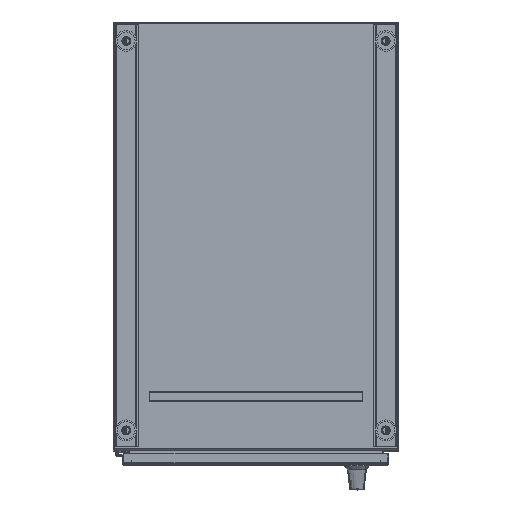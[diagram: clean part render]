
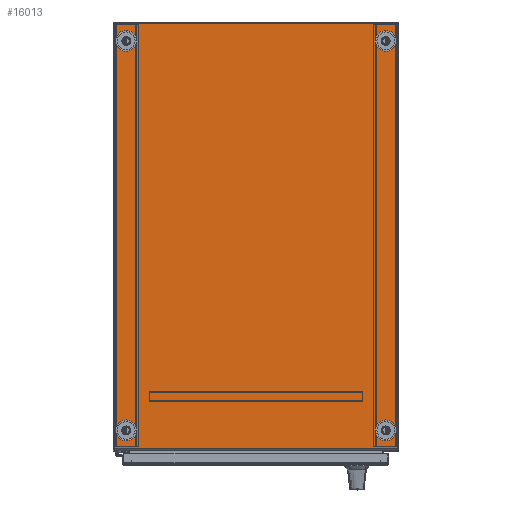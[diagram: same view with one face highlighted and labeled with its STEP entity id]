
A CAD part, top view. The second image highlights one B-rep face of the part: STEP entity #16013.
In plain terms, the highlighted planar face has unit normal (0, 0, 1).
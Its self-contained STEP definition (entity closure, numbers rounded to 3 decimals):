
#615 = ORIENTED_EDGE ( 'NONE', *, *, #57719, .T. ) ;
#853 = ORIENTED_EDGE ( 'NONE', *, *, #35844, .T. ) ;
#1206 = FACE_OUTER_BOUND ( 'NONE', #40316, .T. ) ;
#1545 = CARTESIAN_POINT ( 'NONE',  ( -0.935, 18., 72.06 ) ) ;
#2349 = DIRECTION ( 'NONE',  ( 0., -1., 0. ) ) ;
#2615 = ORIENTED_EDGE ( 'NONE', *, *, #41778, .T. ) ;
#2817 = CARTESIAN_POINT ( 'NONE',  ( -24.805, 18., 72.06 ) ) ;
#3542 = CIRCLE ( 'NONE', #12097, 0.375 ) ;
#3629 = CARTESIAN_POINT ( 'NONE',  ( -24.805, -17.857, 72.06 ) ) ;
#4640 = DIRECTION ( 'NONE',  ( 1., 0., 0. ) ) ;
#5086 = FACE_BOUND ( 'NONE', #38935, .T. ) ;
#5384 = VERTEX_POINT ( 'NONE', #6807 ) ;
#5691 = ORIENTED_EDGE ( 'NONE', *, *, #58137, .F. ) ;
#6807 = CARTESIAN_POINT ( 'NONE',  ( -2.31, 16.469, 72.06 ) ) ;
#6988 = DIRECTION ( 'NONE',  ( 1., 0., 0. ) ) ;
#7447 = DIRECTION ( 'NONE',  ( 0., 0., -1. ) ) ;
#9360 = CIRCLE ( 'NONE', #52255, 0.375 ) ;
#9694 = VERTEX_POINT ( 'NONE', #36391 ) ;
#10300 = VERTEX_POINT ( 'NONE', #42491 ) ;
#10784 = LINE ( 'NONE', #23327, #36186 ) ;
#11486 = DIRECTION ( 'NONE',  ( 0., 0., -1. ) ) ;
#11566 = DIRECTION ( 'NONE',  ( 0., 0., -1. ) ) ;
#12097 = AXIS2_PLACEMENT_3D ( 'NONE', #52446, #11566, #33675 ) ;
#13241 = EDGE_CURVE ( 'NONE', #34460, #27978, #48002, .T. ) ;
#14125 = EDGE_CURVE ( 'NONE', #15558, #37544, #53225, .T. ) ;
#14824 = CARTESIAN_POINT ( 'NONE',  ( -2.31, -16.343, 72.06 ) ) ;
#15558 = VERTEX_POINT ( 'NONE', #50496 ) ;
#15834 = DIRECTION ( 'NONE',  ( 0., 0., -1. ) ) ;
#16013 = ADVANCED_FACE ( 'NONE', ( #1206, #5086, #55201, #42374, #36720 ), #50720, .F. ) ;
#16263 = ORIENTED_EDGE ( 'NONE', *, *, #13241, .F. ) ;
#16270 = DIRECTION ( 'NONE',  ( 1., 0., 0. ) ) ;
#17190 = ORIENTED_EDGE ( 'NONE', *, *, #42208, .T. ) ;
#17516 = EDGE_LOOP ( 'NONE', ( #37784, #53320 ) ) ;
#18439 = VECTOR ( 'NONE', #25774, 39.37 ) ;
#18469 = CARTESIAN_POINT ( 'NONE',  ( -1.56, 16.469, 72.06 ) ) ;
#19106 = DIRECTION ( 'NONE',  ( -1., 0., 0. ) ) ;
#20405 = CARTESIAN_POINT ( 'NONE',  ( -23.805, -16.343, 72.06 ) ) ;
#21236 = CARTESIAN_POINT ( 'NONE',  ( -0.935, -17.857, 72.06 ) ) ;
#21412 = CARTESIAN_POINT ( 'NONE',  ( -0.935, -18., 72.06 ) ) ;
#21425 = ORIENTED_EDGE ( 'NONE', *, *, #40263, .F. ) ;
#22751 = DIRECTION ( 'NONE',  ( 1., 0., 0. ) ) ;
#23327 = CARTESIAN_POINT ( 'NONE',  ( -0.935, 18., 72.06 ) ) ;
#24576 = CARTESIAN_POINT ( 'NONE',  ( -24.805, 18., 72.06 ) ) ;
#24922 = DIRECTION ( 'NONE',  ( 1., 0., 0. ) ) ;
#25709 = CARTESIAN_POINT ( 'NONE',  ( -24.18, -16.343, 72.06 ) ) ;
#25774 = DIRECTION ( 'NONE',  ( 0., 1., 0. ) ) ;
#26296 = LINE ( 'NONE', #3629, #31939 ) ;
#26300 = EDGE_CURVE ( 'NONE', #9694, #34206, #42795, .T. ) ;
#27000 = AXIS2_PLACEMENT_3D ( 'NONE', #55342, #45809, #4640 ) ;
#27399 = EDGE_CURVE ( 'NONE', #33578, #5384, #9360, .T. ) ;
#27459 = CARTESIAN_POINT ( 'NONE',  ( -24.805, 18., 72.06 ) ) ;
#27518 = AXIS2_PLACEMENT_3D ( 'NONE', #20405, #38325, #6988 ) ;
#27978 = VERTEX_POINT ( 'NONE', #21236 ) ;
#28308 = CIRCLE ( 'NONE', #47345, 0.375 ) ;
#28529 = CARTESIAN_POINT ( 'NONE',  ( -24.805, -17.857, 72.06 ) ) ;
#31555 = VERTEX_POINT ( 'NONE', #24576 ) ;
#31939 = VECTOR ( 'NONE', #40320, 39.37 ) ;
#33578 = VERTEX_POINT ( 'NONE', #18469 ) ;
#33675 = DIRECTION ( 'NONE',  ( 1., 0., 0. ) ) ;
#34047 = DIRECTION ( 'NONE',  ( 1., 0., 0. ) ) ;
#34206 = VERTEX_POINT ( 'NONE', #14824 ) ;
#34460 = VERTEX_POINT ( 'NONE', #1545 ) ;
#35443 = CARTESIAN_POINT ( 'NONE',  ( -23.43, 16.469, 72.06 ) ) ;
#35844 = EDGE_CURVE ( 'NONE', #37544, #15558, #50085, .T. ) ;
#36186 = VECTOR ( 'NONE', #37652, 39.37 ) ;
#36391 = CARTESIAN_POINT ( 'NONE',  ( -1.56, -16.343, 72.06 ) ) ;
#36720 = FACE_BOUND ( 'NONE', #43933, .T. ) ;
#37544 = VERTEX_POINT ( 'NONE', #25709 ) ;
#37652 = DIRECTION ( 'NONE',  ( 1., 0., 0. ) ) ;
#37725 = EDGE_CURVE ( 'NONE', #34206, #9694, #38985, .T. ) ;
#37784 = ORIENTED_EDGE ( 'NONE', *, *, #26300, .T. ) ;
#38003 = AXIS2_PLACEMENT_3D ( 'NONE', #52201, #7447, #51905 ) ;
#38325 = DIRECTION ( 'NONE',  ( 0., 0., -1. ) ) ;
#38935 = EDGE_LOOP ( 'NONE', ( #56593, #615 ) ) ;
#38985 = CIRCLE ( 'NONE', #38003, 0.375 ) ;
#39699 = VERTEX_POINT ( 'NONE', #28529 ) ;
#40263 = EDGE_CURVE ( 'NONE', #27978, #39699, #26296, .T. ) ;
#40316 = EDGE_LOOP ( 'NONE', ( #21425, #16263, #55020, #5691 ) ) ;
#40320 = DIRECTION ( 'NONE',  ( -1., 0., 0. ) ) ;
#40714 = ORIENTED_EDGE ( 'NONE', *, *, #14125, .T. ) ;
#41778 = EDGE_CURVE ( 'NONE', #10300, #54418, #28308, .T. ) ;
#41860 = AXIS2_PLACEMENT_3D ( 'NONE', #53213, #52917, #16270 ) ;
#42016 = EDGE_LOOP ( 'NONE', ( #17190, #2615 ) ) ;
#42208 = EDGE_CURVE ( 'NONE', #54418, #10300, #3542, .T. ) ;
#42374 = FACE_BOUND ( 'NONE', #17516, .T. ) ;
#42491 = CARTESIAN_POINT ( 'NONE',  ( -24.18, 16.469, 72.06 ) ) ;
#42795 = CIRCLE ( 'NONE', #41860, 0.375 ) ;
#43697 = LINE ( 'NONE', #2817, #18439 ) ;
#43933 = EDGE_LOOP ( 'NONE', ( #40714, #853 ) ) ;
#45128 = DIRECTION ( 'NONE',  ( 0., 0., -1. ) ) ;
#45809 = DIRECTION ( 'NONE',  ( 0., 0., -1. ) ) ;
#47345 = AXIS2_PLACEMENT_3D ( 'NONE', #56688, #15834, #34047 ) ;
#48002 = LINE ( 'NONE', #21412, #49357 ) ;
#49104 = AXIS2_PLACEMENT_3D ( 'NONE', #58841, #45128, #22751 ) ;
#49357 = VECTOR ( 'NONE', #2349, 39.37 ) ;
#50085 = CIRCLE ( 'NONE', #49104, 0.375 ) ;
#50496 = CARTESIAN_POINT ( 'NONE',  ( -23.43, -16.343, 72.06 ) ) ;
#50720 = PLANE ( 'NONE',  #52086 ) ;
#51905 = DIRECTION ( 'NONE',  ( 1., 0., 0. ) ) ;
#52066 = CARTESIAN_POINT ( 'NONE',  ( -1.935, 16.469, 72.06 ) ) ;
#52086 = AXIS2_PLACEMENT_3D ( 'NONE', #27459, #55782, #19106 ) ;
#52201 = CARTESIAN_POINT ( 'NONE',  ( -1.935, -16.343, 72.06 ) ) ;
#52255 = AXIS2_PLACEMENT_3D ( 'NONE', #52066, #11486, #24922 ) ;
#52446 = CARTESIAN_POINT ( 'NONE',  ( -23.805, 16.469, 72.06 ) ) ;
#52692 = EDGE_CURVE ( 'NONE', #31555, #34460, #10784, .T. ) ;
#52724 = CIRCLE ( 'NONE', #27000, 0.375 ) ;
#52917 = DIRECTION ( 'NONE',  ( 0., 0., -1. ) ) ;
#53213 = CARTESIAN_POINT ( 'NONE',  ( -1.935, -16.343, 72.06 ) ) ;
#53225 = CIRCLE ( 'NONE', #27518, 0.375 ) ;
#53320 = ORIENTED_EDGE ( 'NONE', *, *, #37725, .T. ) ;
#54418 = VERTEX_POINT ( 'NONE', #35443 ) ;
#55020 = ORIENTED_EDGE ( 'NONE', *, *, #52692, .F. ) ;
#55201 = FACE_BOUND ( 'NONE', #42016, .T. ) ;
#55342 = CARTESIAN_POINT ( 'NONE',  ( -1.935, 16.469, 72.06 ) ) ;
#55782 = DIRECTION ( 'NONE',  ( 0., 0., -1. ) ) ;
#56593 = ORIENTED_EDGE ( 'NONE', *, *, #27399, .T. ) ;
#56688 = CARTESIAN_POINT ( 'NONE',  ( -23.805, 16.469, 72.06 ) ) ;
#57719 = EDGE_CURVE ( 'NONE', #5384, #33578, #52724, .T. ) ;
#58137 = EDGE_CURVE ( 'NONE', #39699, #31555, #43697, .T. ) ;
#58841 = CARTESIAN_POINT ( 'NONE',  ( -23.805, -16.343, 72.06 ) ) ;
